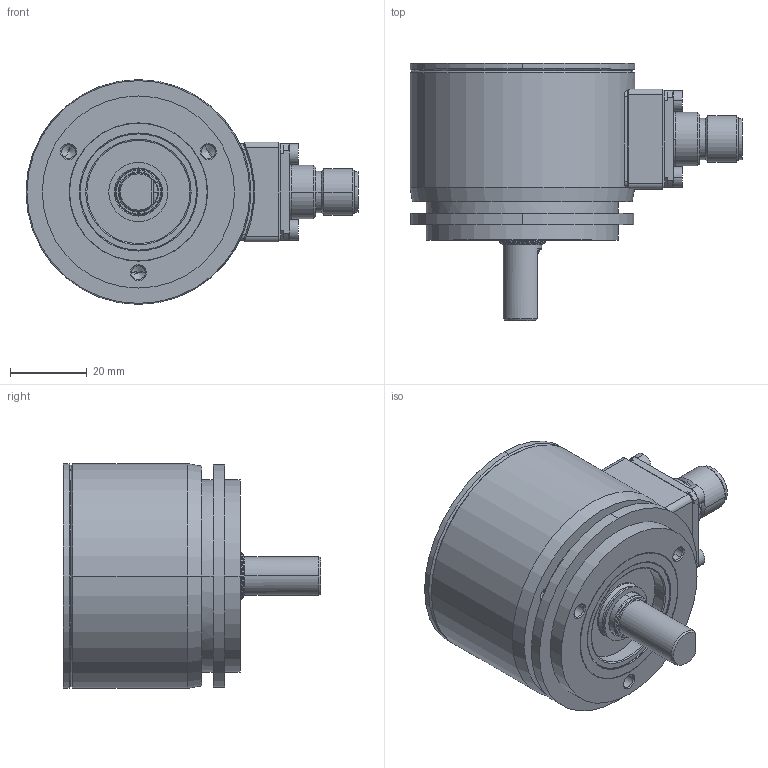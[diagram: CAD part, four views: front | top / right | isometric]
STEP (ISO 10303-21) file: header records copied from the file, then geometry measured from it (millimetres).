
FILE_DESCRIPTION((''),'2;1');
FILE_NAME('DM_CAD-2535_SW0001','2017-02-13T',('creinig-se'),(''),'PRO/ENGINEER BY PARAMETRIC TECHNOLOGY CORPORATION, 2015440','PRO/ENGINEER BY PARAMETRIC TECHNOLOGY CORPORATION, 2015440','');
FILE_SCHEMA(('CONFIG_CONTROL_DESIGN'));
Length unit declared in the file: millimetre
Products named in the file (1): DM_CAD-2535_SW0001
Bounding box: 86.4 x 67 x 58.5 mm (x, y, z)
Volume: 125553.6 mm3; surface area: 22162.2 mm2
Topology: 1 solids, 11 shells, 400 faces, 912 edges, 550 vertices
Faces by surface type: cylinder 138, plane 114, cone 81, torus 40, bspline 27
Entity records: 15980 total; most frequent: CARTESIAN_POINT 3316, DIRECTION 2120, ORIENTED_EDGE 1806, EDGE_CURVE 903, AXIS2_PLACEMENT_3D 889, VERTEX_POINT 544, CIRCLE 515, FILL_AREA_STYLE_COLOUR 513
